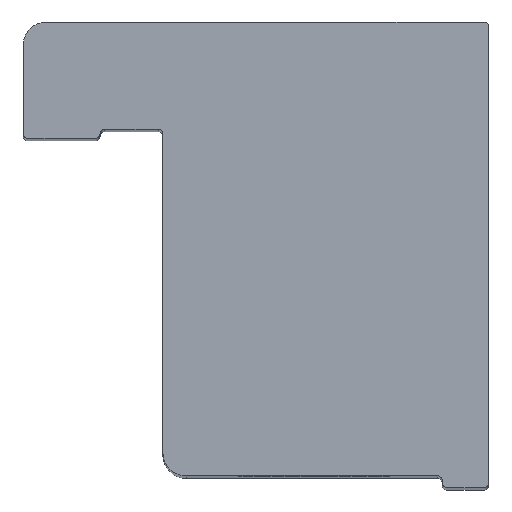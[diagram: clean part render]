
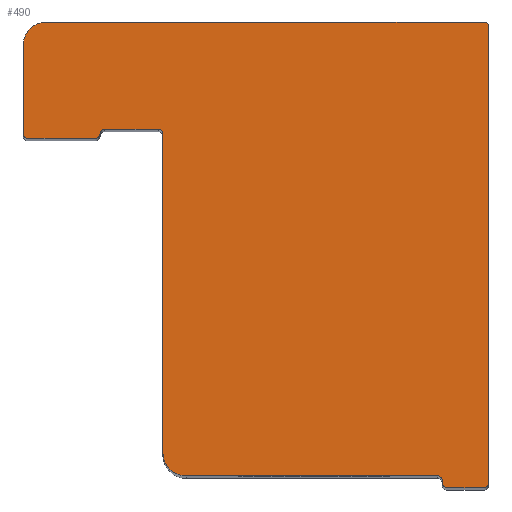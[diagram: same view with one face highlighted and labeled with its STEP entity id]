
A CAD part, top view. The second image highlights one B-rep face of the part: STEP entity #490.
In plain terms, the highlighted planar face has unit normal (0, 0, 1).
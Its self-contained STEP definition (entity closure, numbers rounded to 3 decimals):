
#30=LINE('',#737,#67);
#35=LINE('',#775,#72);
#38=LINE('',#781,#75);
#39=LINE('',#785,#76);
#40=LINE('',#789,#77);
#41=LINE('',#793,#78);
#42=LINE('',#798,#79);
#43=LINE('',#802,#80);
#44=LINE('',#808,#81);
#67=VECTOR('',#580,18.8);
#72=VECTOR('',#623,13.7);
#75=VECTOR('',#628,10.8);
#76=VECTOR('',#631,0.1);
#77=VECTOR('',#634,1.6);
#78=VECTOR('',#637,19.6);
#79=VECTOR('',#642,3.8);
#80=VECTOR('',#645,2.9);
#81=VECTOR('',#650,2.3);
#107=PLANE('',#533);
#139=FACE_OUTER_BOUND('',#178,.T.);
#178=EDGE_LOOP('',(#373,#374,#375,#376,#377,#378,#379,#380,#381,#382,#383,
#384,#385,#386,#387,#388,#389,#390,#391));
#208=CIRCLE('',#530,1.);
#210=CIRCLE('',#534,0.2);
#211=CIRCLE('',#535,0.2);
#212=CIRCLE('',#536,0.2);
#213=CIRCLE('',#537,0.2);
#214=CIRCLE('',#538,1.);
#215=CIRCLE('',#539,0.2);
#216=CIRCLE('',#540,0.2);
#217=CIRCLE('',#541,0.2);
#218=CIRCLE('',#542,0.2);
#230=VERTEX_POINT('',#733);
#232=VERTEX_POINT('',#736);
#242=VERTEX_POINT('',#765);
#243=VERTEX_POINT('',#766);
#246=VERTEX_POINT('',#774);
#248=VERTEX_POINT('',#780);
#249=VERTEX_POINT('',#782);
#250=VERTEX_POINT('',#784);
#251=VERTEX_POINT('',#786);
#252=VERTEX_POINT('',#788);
#253=VERTEX_POINT('',#790);
#254=VERTEX_POINT('',#792);
#255=VERTEX_POINT('',#795);
#256=VERTEX_POINT('',#797);
#257=VERTEX_POINT('',#799);
#258=VERTEX_POINT('',#801);
#259=VERTEX_POINT('',#803);
#260=VERTEX_POINT('',#805);
#261=VERTEX_POINT('',#807);
#279=EDGE_CURVE('',#230,#232,#30,.T.);
#290=EDGE_CURVE('',#242,#243,#208,.T.);
#294=EDGE_CURVE('',#243,#246,#35,.T.);
#297=EDGE_CURVE('',#248,#242,#38,.T.);
#298=EDGE_CURVE('',#249,#248,#210,.T.);
#299=EDGE_CURVE('',#250,#249,#39,.T.);
#300=EDGE_CURVE('',#251,#250,#211,.T.);
#301=EDGE_CURVE('',#252,#251,#40,.T.);
#302=EDGE_CURVE('',#253,#252,#212,.T.);
#303=EDGE_CURVE('',#254,#253,#41,.T.);
#304=EDGE_CURVE('',#232,#254,#213,.T.);
#305=EDGE_CURVE('',#255,#230,#214,.T.);
#306=EDGE_CURVE('',#256,#255,#42,.T.);
#307=EDGE_CURVE('',#257,#256,#215,.T.);
#308=EDGE_CURVE('',#258,#257,#43,.T.);
#309=EDGE_CURVE('',#259,#258,#216,.T.);
#310=EDGE_CURVE('',#260,#259,#217,.T.);
#311=EDGE_CURVE('',#261,#260,#44,.T.);
#312=EDGE_CURVE('',#246,#261,#218,.T.);
#373=ORIENTED_EDGE('',*,*,#290,.F.);
#374=ORIENTED_EDGE('',*,*,#297,.F.);
#375=ORIENTED_EDGE('',*,*,#298,.F.);
#376=ORIENTED_EDGE('',*,*,#299,.F.);
#377=ORIENTED_EDGE('',*,*,#300,.F.);
#378=ORIENTED_EDGE('',*,*,#301,.F.);
#379=ORIENTED_EDGE('',*,*,#302,.F.);
#380=ORIENTED_EDGE('',*,*,#303,.F.);
#381=ORIENTED_EDGE('',*,*,#304,.F.);
#382=ORIENTED_EDGE('',*,*,#279,.F.);
#383=ORIENTED_EDGE('',*,*,#305,.F.);
#384=ORIENTED_EDGE('',*,*,#306,.F.);
#385=ORIENTED_EDGE('',*,*,#307,.F.);
#386=ORIENTED_EDGE('',*,*,#308,.F.);
#387=ORIENTED_EDGE('',*,*,#309,.F.);
#388=ORIENTED_EDGE('',*,*,#310,.F.);
#389=ORIENTED_EDGE('',*,*,#311,.F.);
#390=ORIENTED_EDGE('',*,*,#312,.F.);
#391=ORIENTED_EDGE('',*,*,#294,.F.);
#490=ADVANCED_FACE('',(#139),#107,.T.);
#530=AXIS2_PLACEMENT_3D('',#767,#615,#616);
#533=AXIS2_PLACEMENT_3D('',#779,#626,#627);
#534=AXIS2_PLACEMENT_3D('',#783,#629,#630);
#535=AXIS2_PLACEMENT_3D('',#787,#632,#633);
#536=AXIS2_PLACEMENT_3D('',#791,#635,#636);
#537=AXIS2_PLACEMENT_3D('',#794,#638,#639);
#538=AXIS2_PLACEMENT_3D('',#796,#640,#641);
#539=AXIS2_PLACEMENT_3D('',#800,#643,#644);
#540=AXIS2_PLACEMENT_3D('',#804,#646,#647);
#541=AXIS2_PLACEMENT_3D('',#806,#648,#649);
#542=AXIS2_PLACEMENT_3D('',#809,#651,#652);
#580=DIRECTION('',(1.,0.,0.));
#615=DIRECTION('center_axis',(0.,0.,-1.));
#616=DIRECTION('ref_axis',(-0.707,-0.707,0.));
#623=DIRECTION('',(0.,1.,0.));
#626=DIRECTION('center_axis',(0.,0.,1.));
#627=DIRECTION('ref_axis',(1.,0.,0.));
#628=DIRECTION('',(-1.,0.,0.));
#629=DIRECTION('center_axis',(0.,0.,1.));
#630=DIRECTION('ref_axis',(0.707,0.707,0.));
#631=DIRECTION('',(0.,1.,0.));
#632=DIRECTION('center_axis',(0.,0.,-1.));
#633=DIRECTION('ref_axis',(-0.707,-0.707,0.));
#634=DIRECTION('',(-1.,0.,0.));
#635=DIRECTION('center_axis',(0.,0.,-1.));
#636=DIRECTION('ref_axis',(0.707,-0.707,0.));
#637=DIRECTION('',(0.,-1.,0.));
#638=DIRECTION('center_axis',(0.,0.,-1.));
#639=DIRECTION('ref_axis',(0.707,0.707,0.));
#640=DIRECTION('center_axis',(0.,0.,-1.));
#641=DIRECTION('ref_axis',(-0.707,0.707,0.));
#642=DIRECTION('',(0.,1.,0.));
#643=DIRECTION('center_axis',(0.,0.,-1.));
#644=DIRECTION('ref_axis',(-0.707,-0.707,0.));
#645=DIRECTION('',(-1.,0.,0.));
#646=DIRECTION('center_axis',(0.,0.,-1.));
#647=DIRECTION('ref_axis',(0.707,-0.707,0.));
#648=DIRECTION('center_axis',(0.,0.,1.));
#649=DIRECTION('ref_axis',(-0.707,0.707,0.));
#650=DIRECTION('',(-1.,0.,0.));
#651=DIRECTION('center_axis',(0.,0.,1.));
#652=DIRECTION('ref_axis',(0.707,0.707,0.));
#733=CARTESIAN_POINT('',(-13.039,8.438,60.));
#736=CARTESIAN_POINT('',(5.761,8.438,60.));
#737=CARTESIAN_POINT('',(5.961,8.438,60.));
#765=CARTESIAN_POINT('',(-7.039,-11.062,60.));
#766=CARTESIAN_POINT('',(-8.039,-10.062,60.));
#767=CARTESIAN_POINT('Origin',(-7.039,-10.062,60.));
#774=CARTESIAN_POINT('',(-8.039,3.638,60.));
#775=CARTESIAN_POINT('',(-8.039,8.438,60.));
#779=CARTESIAN_POINT('Origin',(4.961,-11.312,60.));
#780=CARTESIAN_POINT('',(3.761,-11.062,60.));
#781=CARTESIAN_POINT('',(-8.039,-11.062,60.));
#782=CARTESIAN_POINT('',(3.961,-11.262,60.));
#783=CARTESIAN_POINT('Origin',(3.761,-11.262,60.));
#784=CARTESIAN_POINT('',(3.961,-11.362,60.));
#785=CARTESIAN_POINT('',(3.961,-11.062,60.));
#786=CARTESIAN_POINT('',(4.161,-11.562,60.));
#787=CARTESIAN_POINT('Origin',(4.161,-11.362,60.));
#788=CARTESIAN_POINT('',(5.761,-11.562,60.));
#789=CARTESIAN_POINT('',(3.961,-11.562,60.));
#790=CARTESIAN_POINT('',(5.961,-11.362,60.));
#791=CARTESIAN_POINT('Origin',(5.761,-11.362,60.));
#792=CARTESIAN_POINT('',(5.961,8.238,60.));
#793=CARTESIAN_POINT('',(5.961,-11.562,60.));
#794=CARTESIAN_POINT('Origin',(5.761,8.238,60.));
#795=CARTESIAN_POINT('',(-14.039,7.438,60.));
#796=CARTESIAN_POINT('Origin',(-13.039,7.438,60.));
#797=CARTESIAN_POINT('',(-14.039,3.638,60.));
#798=CARTESIAN_POINT('',(-14.039,8.438,60.));
#799=CARTESIAN_POINT('',(-13.839,3.438,60.));
#800=CARTESIAN_POINT('Origin',(-13.839,3.638,60.));
#801=CARTESIAN_POINT('',(-10.939,3.438,60.));
#802=CARTESIAN_POINT('',(-14.039,3.438,60.));
#803=CARTESIAN_POINT('',(-10.739,3.638,60.));
#804=CARTESIAN_POINT('Origin',(-10.939,3.638,60.));
#805=CARTESIAN_POINT('',(-10.539,3.838,60.));
#806=CARTESIAN_POINT('Origin',(-10.539,3.638,60.));
#807=CARTESIAN_POINT('',(-8.239,3.838,60.));
#808=CARTESIAN_POINT('',(-14.039,3.838,60.));
#809=CARTESIAN_POINT('Origin',(-8.239,3.638,60.));
